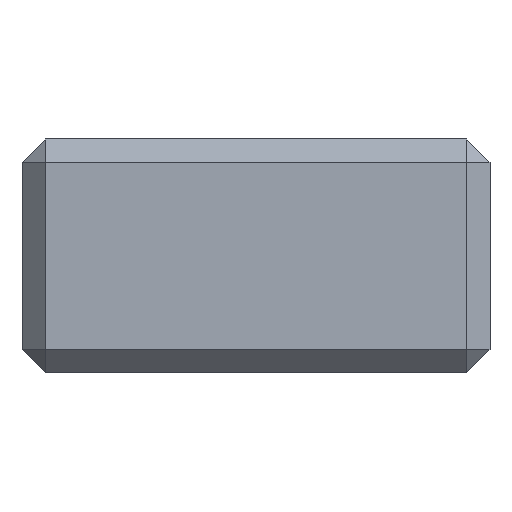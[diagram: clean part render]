
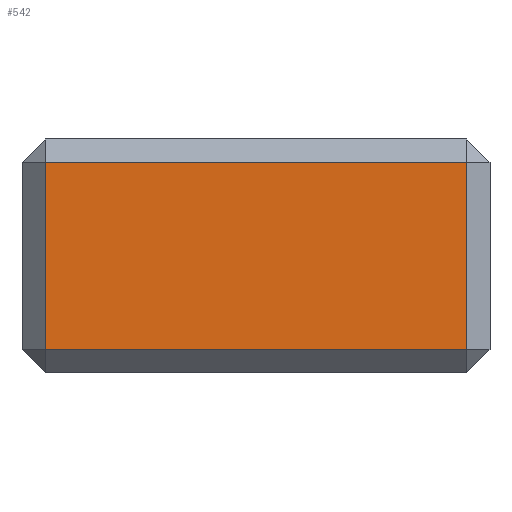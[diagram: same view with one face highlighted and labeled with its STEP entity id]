
A CAD part, front view. The second image highlights one B-rep face of the part: STEP entity #542.
In plain terms, the highlighted planar face has unit normal (0, -1, 0).
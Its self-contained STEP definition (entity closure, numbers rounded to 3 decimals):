
#50=PLANE('',#606);
#86=FACE_OUTER_BOUND('',#126,.T.);
#126=EDGE_LOOP('',(#497,#498,#499,#500));
#156=LINE('',#849,#212);
#178=LINE('',#892,#234);
#180=LINE('',#895,#236);
#184=LINE('',#902,#240);
#212=VECTOR('',#692,10.);
#234=VECTOR('',#736,10.);
#236=VECTOR('',#740,10.);
#240=VECTOR('',#750,10.);
#280=VERTEX_POINT('',#832);
#283=VERTEX_POINT('',#843);
#285=VERTEX_POINT('',#851);
#292=VERTEX_POINT('',#874);
#334=EDGE_CURVE('',#283,#280,#156,.T.);
#356=EDGE_CURVE('',#285,#292,#178,.T.);
#358=EDGE_CURVE('',#292,#283,#180,.T.);
#362=EDGE_CURVE('',#280,#285,#184,.T.);
#497=ORIENTED_EDGE('',*,*,#356,.F.);
#498=ORIENTED_EDGE('',*,*,#362,.F.);
#499=ORIENTED_EDGE('',*,*,#334,.F.);
#500=ORIENTED_EDGE('',*,*,#358,.F.);
#542=ADVANCED_FACE('',(#86),#50,.T.);
#606=AXIS2_PLACEMENT_3D('',#909,#761,#762);
#692=DIRECTION('',(1.,0.,0.));
#736=DIRECTION('',(-1.,0.,0.));
#740=DIRECTION('',(0.,0.,1.));
#750=DIRECTION('',(0.,0.,-1.));
#761=DIRECTION('center_axis',(0.,-1.,0.));
#762=DIRECTION('ref_axis',(1.,0.,0.));
#832=CARTESIAN_POINT('',(153.248,43.065,68.25));
#843=CARTESIAN_POINT('',(144.248,43.065,68.25));
#849=CARTESIAN_POINT('',(146.248,43.065,68.25));
#851=CARTESIAN_POINT('',(153.248,43.065,64.25));
#874=CARTESIAN_POINT('',(144.248,43.065,64.25));
#892=CARTESIAN_POINT('',(146.248,43.065,64.25));
#895=CARTESIAN_POINT('',(144.248,43.065,63.75));
#902=CARTESIAN_POINT('',(153.248,43.065,63.75));
#909=CARTESIAN_POINT('Origin',(143.748,43.065,63.75));
